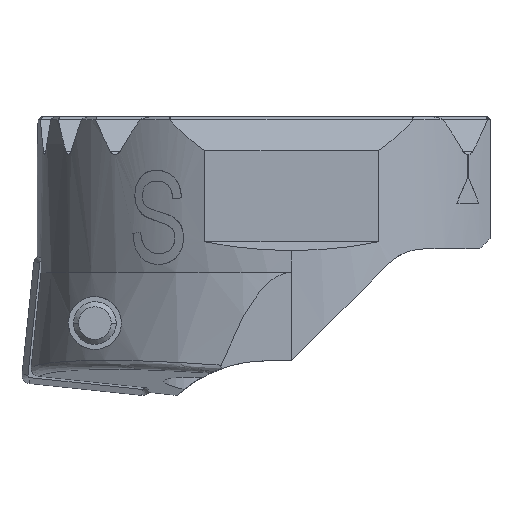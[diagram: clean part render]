
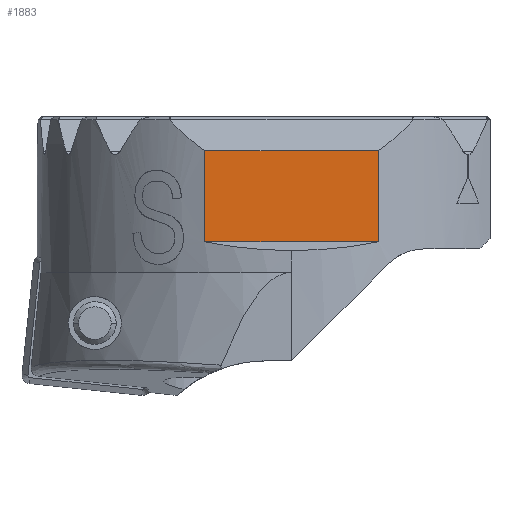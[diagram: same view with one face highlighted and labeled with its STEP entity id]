
A CAD part, front view. The second image highlights one B-rep face of the part: STEP entity #1883.
In plain terms, the highlighted planar face has unit normal (0, -1, 0).
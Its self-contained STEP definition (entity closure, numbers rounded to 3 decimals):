
#1153=EDGE_CURVE('NONE',#3307,#2047,#3393,.T.);
#1541=EDGE_CURVE('NONE',#1923,#2047,#3817,.T.);
#1849=VERTEX_POINT('NONE',#4150);
#1883=ADVANCED_FACE('Fl�che11',(#4187),#4188,.T.);
#1923=VERTEX_POINT('NONE',#4229);
#2047=VERTEX_POINT('NONE',#4368);
#2223=EDGE_CURVE('NONE',#1923,#1849,#4560,.T.);
#2657=EDGE_CURVE('NONE',#1849,#3307,#5038,.T.);
#3307=VERTEX_POINT('NONE',#5751);
#3393=LINE('',#5840,#5841);
#3817=LINE('',#7085,#7086);
#4150=CARTESIAN_POINT('',(35.029,-23.96,15.1));
#4187=FACE_OUTER_BOUND('',#8072,.T.);
#4188=PLANE('',#8073);
#4229=CARTESIAN_POINT('',(35.029,-23.96,24.062));
#4368=CARTESIAN_POINT('',(17.971,-23.96,24.062));
#4560=LINE('',#9877,#9878);
#5038=LINE('',#10946,#10947);
#5751=CARTESIAN_POINT('',(17.971,-23.96,15.1));
#5840=CARTESIAN_POINT('',(17.971,-23.96,0.));
#5841=VECTOR('',#12686,1.0);
#7085=CARTESIAN_POINT('',(48.75,-23.96,24.062));
#7086=VECTOR('',#13141,1.0);
#8072=EDGE_LOOP('',(#13502,#13503,#13504,#13505));
#8073=AXIS2_PLACEMENT_3D('',#13506,#13507,#13508);
#9877=CARTESIAN_POINT('',(35.029,-23.96,0.));
#9878=VECTOR('',#13890,1.0);
#10946=CARTESIAN_POINT('',(51.5,-23.96,15.1));
#10947=VECTOR('',#14457,1.0);
#12686=DIRECTION('',(0.,0.,1.0));
#13141=DIRECTION('',(-1.0,0.,0.));
#13502=ORIENTED_EDGE('',*,*,#2223,.F.);
#13503=ORIENTED_EDGE('',*,*,#1541,.T.);
#13504=ORIENTED_EDGE('',*,*,#1153,.F.);
#13505=ORIENTED_EDGE('',*,*,#2657,.F.);
#13506=CARTESIAN_POINT('',(51.5,-23.96,27.6));
#13507=DIRECTION('',(0.,-1.0,0.0));
#13508=DIRECTION('',(0.,0.,1.0));
#13890=DIRECTION('',(0.,0.,-1.0));
#14457=DIRECTION('',(-1.0,0.,0.));
